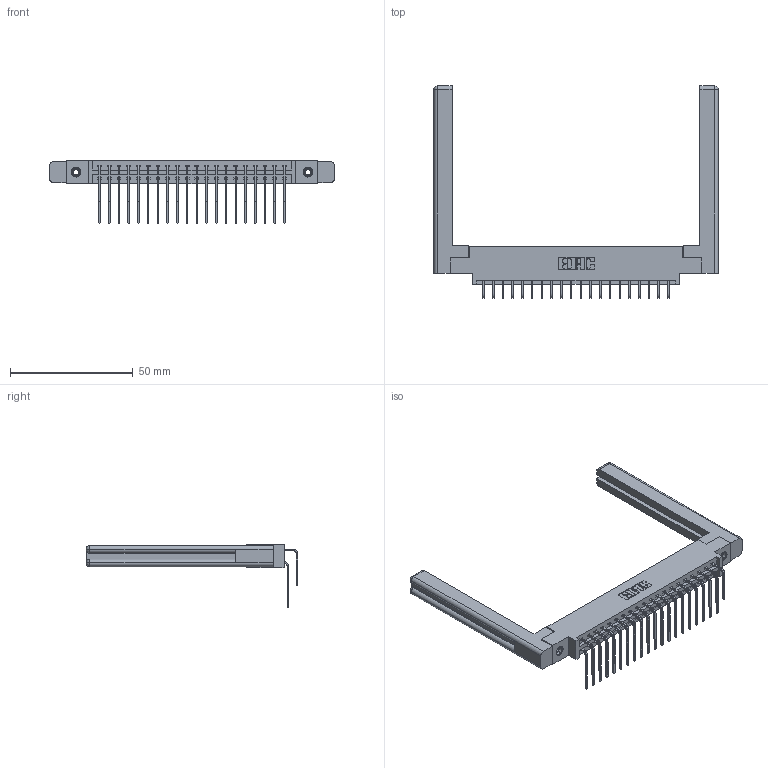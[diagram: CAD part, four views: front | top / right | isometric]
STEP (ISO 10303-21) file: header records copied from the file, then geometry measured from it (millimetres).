
FILE_DESCRIPTION (( 'STEP AP203' ), '1' );
FILE_NAME ('387-040-559-858.STEP', '2019-10-18T03:25:41', ( '' ), ( '' ), 'SwSTEP 2.0', 'SolidWorks 2016', '' );
FILE_SCHEMA (( 'CONFIG_CONTROL_DESIGN' ));
Length unit declared in the file: inch
Products named in the file (6): 345-292-001_559 Tail - 2; 387-040-559-858; 345-250-001_345-250-001-102; 337 Part_0.170 Offset - 0.156 Dia-TI; 307-220-058; 345-292-001_558 559 Tail - 1
Assembly tree (45 placements, depth 2):
  387-040-559-858
    337 Part_0.170 Offset - 0.156 Dia-TI
    345-292-001_558 559 Tail - 1  x20
    345-292-001_559 Tail - 2  x20
    345-250-001_345-250-001-102  x2
    307-220-058  x2
Bounding box: 115.87 x 86.3 x 25.53 mm (x, y, z)
Volume: 19174.6 mm3; surface area: 19702 mm2
Topology: 45 solids, 45 shells, 2500 faces, 7357 edges, 4838 vertices
Faces by surface type: plane 1758, cylinder 718, cone 12, torus 12
Entity records: 22902 total; most frequent: CARTESIAN_POINT 3932, ORIENTED_EDGE 3756, DIRECTION 3382, EDGE_CURVE 1878, VECTOR 1662, LINE 1662, VERTEX_POINT 1242, AXIS2_PLACEMENT_3D 860
